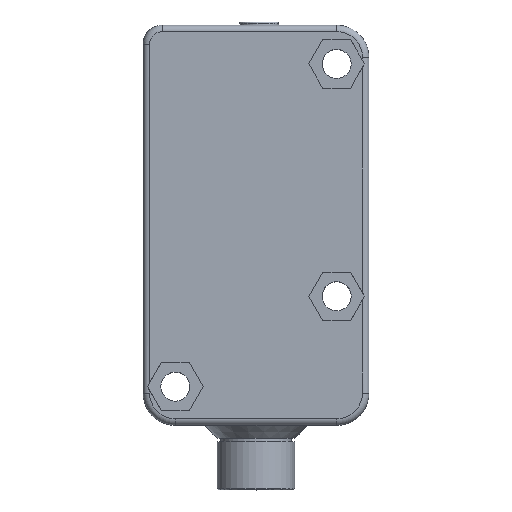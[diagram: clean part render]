
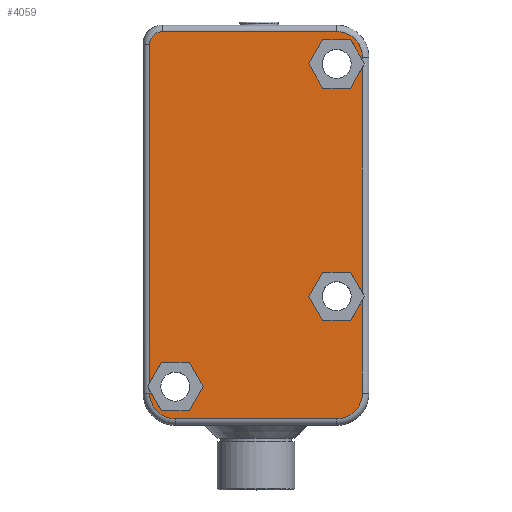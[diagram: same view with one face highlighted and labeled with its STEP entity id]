
A CAD part, top view. The second image highlights one B-rep face of the part: STEP entity #4059.
In plain terms, the highlighted planar face has unit normal (0, 0, 1).
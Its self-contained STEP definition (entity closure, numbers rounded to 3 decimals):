
#523=DIRECTION('',(-0.5,-0.866,0.));
#524=VECTOR('',#523,4.33);
#525=CARTESIAN_POINT('',(27.835,-14.25,9.));
#526=LINE('',#525,#524);
#530=DIRECTION('',(0.5,-0.866,0.));
#531=VECTOR('',#530,4.33);
#532=CARTESIAN_POINT('',(25.67,-18.,9.));
#533=LINE('',#532,#531);
#537=DIRECTION('',(1.,0.,0.));
#538=VECTOR('',#537,4.33);
#539=CARTESIAN_POINT('',(27.835,-21.75,9.));
#540=LINE('',#539,#538);
#544=DIRECTION('',(0.5,0.866,0.));
#545=VECTOR('',#544,3.67);
#546=CARTESIAN_POINT('',(32.165,-21.75,9.));
#547=LINE('',#546,#545);
#551=DIRECTION('',(0.,1.,0.));
#552=VECTOR('',#551,14.428);
#553=CARTESIAN_POINT('',(34.,-33.,9.));
#554=LINE('',#553,#552);
#558=CARTESIAN_POINT('',(30.,-33.,9.));
#559=DIRECTION('',(0.,0.,1.));
#560=DIRECTION('',(0.,-1.,0.));
#561=AXIS2_PLACEMENT_3D('',#558,#559,#560);
#566=DIRECTION('',(1.,0.,0.));
#567=VECTOR('',#566,25.);
#568=CARTESIAN_POINT('',(5.,-37.,9.));
#569=LINE('',#568,#567);
#573=CARTESIAN_POINT('',(5.,-33.,9.));
#574=DIRECTION('',(0.,0.,1.));
#575=DIRECTION('',(-1.,0.,0.));
#576=AXIS2_PLACEMENT_3D('',#573,#574,#575);
#581=DIRECTION('',(0.,-1.,0.));
#582=VECTOR('',#581,0.428);
#583=CARTESIAN_POINT('',(1.,-32.572,9.));
#584=LINE('',#583,#582);
#588=DIRECTION('',(0.5,-0.866,0.));
#589=VECTOR('',#588,3.67);
#590=CARTESIAN_POINT('',(1.,-32.572,9.));
#591=LINE('',#590,#589);
#595=DIRECTION('',(1.,0.,0.));
#596=VECTOR('',#595,4.33);
#597=CARTESIAN_POINT('',(2.835,-35.75,9.));
#598=LINE('',#597,#596);
#602=DIRECTION('',(0.5,0.866,0.));
#603=VECTOR('',#602,4.33);
#604=CARTESIAN_POINT('',(7.165,-35.75,9.));
#605=LINE('',#604,#603);
#609=DIRECTION('',(-0.5,0.866,0.));
#610=VECTOR('',#609,4.33);
#611=CARTESIAN_POINT('',(9.33,-32.,9.));
#612=LINE('',#611,#610);
#616=DIRECTION('',(-1.,0.,0.));
#617=VECTOR('',#616,4.33);
#618=CARTESIAN_POINT('',(7.165,-28.25,9.));
#619=LINE('',#618,#617);
#623=DIRECTION('',(-0.5,-0.866,0.));
#624=VECTOR('',#623,3.67);
#625=CARTESIAN_POINT('',(2.835,-28.25,9.));
#626=LINE('',#625,#624);
#630=DIRECTION('',(0.,-1.,0.));
#631=VECTOR('',#630,52.428);
#632=CARTESIAN_POINT('',(1.,21.,9.));
#633=LINE('',#632,#631);
#637=CARTESIAN_POINT('',(3.,21.,9.));
#638=DIRECTION('',(0.,0.,1.));
#639=DIRECTION('',(0.,1.,0.));
#640=AXIS2_PLACEMENT_3D('',#637,#638,#639);
#645=DIRECTION('',(-1.,0.,0.));
#646=VECTOR('',#645,27.);
#647=CARTESIAN_POINT('',(30.,23.,9.));
#648=LINE('',#647,#646);
#652=CARTESIAN_POINT('',(30.,19.,9.));
#653=DIRECTION('',(0.,0.,1.));
#654=DIRECTION('',(1.,0.,0.));
#655=AXIS2_PLACEMENT_3D('',#652,#653,#654);
#660=DIRECTION('',(0.,1.,0.));
#661=VECTOR('',#660,0.428);
#662=CARTESIAN_POINT('',(34.,18.572,9.));
#663=LINE('',#662,#661);
#667=DIRECTION('',(-0.5,0.866,0.));
#668=VECTOR('',#667,3.67);
#669=CARTESIAN_POINT('',(34.,18.572,9.));
#670=LINE('',#669,#668);
#674=DIRECTION('',(-1.,0.,0.));
#675=VECTOR('',#674,4.33);
#676=CARTESIAN_POINT('',(32.165,21.75,9.));
#677=LINE('',#676,#675);
#681=DIRECTION('',(-0.5,-0.866,0.));
#682=VECTOR('',#681,4.33);
#683=CARTESIAN_POINT('',(27.835,21.75,9.));
#684=LINE('',#683,#682);
#688=DIRECTION('',(0.5,-0.866,0.));
#689=VECTOR('',#688,4.33);
#690=CARTESIAN_POINT('',(25.67,18.,9.));
#691=LINE('',#690,#689);
#695=DIRECTION('',(1.,0.,0.));
#696=VECTOR('',#695,4.33);
#697=CARTESIAN_POINT('',(27.835,14.25,9.));
#698=LINE('',#697,#696);
#702=DIRECTION('',(0.5,0.866,0.));
#703=VECTOR('',#702,3.67);
#704=CARTESIAN_POINT('',(32.165,14.25,9.));
#705=LINE('',#704,#703);
#709=DIRECTION('',(0.,1.,0.));
#710=VECTOR('',#709,34.856);
#711=CARTESIAN_POINT('',(34.,-17.428,9.));
#712=LINE('',#711,#710);
#716=DIRECTION('',(-0.5,0.866,0.));
#717=VECTOR('',#716,3.67);
#718=CARTESIAN_POINT('',(34.,-17.428,9.));
#719=LINE('',#718,#717);
#723=DIRECTION('',(-1.,0.,0.));
#724=VECTOR('',#723,4.33);
#725=CARTESIAN_POINT('',(32.165,-14.25,9.));
#726=LINE('',#725,#724);
#3099=CARTESIAN_POINT('',(3.,23.,9.));
#3100=CARTESIAN_POINT('',(1.,21.,9.));
#3101=VERTEX_POINT('',#3099);
#3102=VERTEX_POINT('',#3100);
#3109=CARTESIAN_POINT('',(1.,-33.,9.));
#3110=CARTESIAN_POINT('',(5.,-37.,9.));
#3111=VERTEX_POINT('',#3109);
#3112=VERTEX_POINT('',#3110);
#3115=CARTESIAN_POINT('',(30.,-37.,9.));
#3116=VERTEX_POINT('',#3115);
#3121=CARTESIAN_POINT('',(34.,19.,9.));
#3122=CARTESIAN_POINT('',(30.,23.,9.));
#3123=VERTEX_POINT('',#3121);
#3124=VERTEX_POINT('',#3122);
#3155=CARTESIAN_POINT('',(34.,-33.,9.));
#3156=VERTEX_POINT('',#3155);
#3203=CARTESIAN_POINT('',(27.835,21.75,9.));
#3204=CARTESIAN_POINT('',(25.67,18.,9.));
#3205=VERTEX_POINT('',#3203);
#3206=VERTEX_POINT('',#3204);
#3207=CARTESIAN_POINT('',(27.835,14.25,9.));
#3208=VERTEX_POINT('',#3207);
#3209=CARTESIAN_POINT('',(32.165,14.25,9.));
#3210=VERTEX_POINT('',#3209);
#3211=CARTESIAN_POINT('',(34.,17.428,9.));
#3212=VERTEX_POINT('',#3211);
#3213=CARTESIAN_POINT('',(34.,18.572,9.));
#3214=CARTESIAN_POINT('',(32.165,21.75,9.));
#3215=VERTEX_POINT('',#3213);
#3216=VERTEX_POINT('',#3214);
#3235=CARTESIAN_POINT('',(2.835,-28.25,9.));
#3236=CARTESIAN_POINT('',(1.,-31.428,9.));
#3237=VERTEX_POINT('',#3235);
#3238=VERTEX_POINT('',#3236);
#3239=CARTESIAN_POINT('',(1.,-32.572,9.));
#3240=CARTESIAN_POINT('',(2.835,-35.75,9.));
#3241=VERTEX_POINT('',#3239);
#3242=VERTEX_POINT('',#3240);
#3243=CARTESIAN_POINT('',(7.165,-35.75,9.));
#3244=VERTEX_POINT('',#3243);
#3245=CARTESIAN_POINT('',(9.33,-32.,9.));
#3246=VERTEX_POINT('',#3245);
#3247=CARTESIAN_POINT('',(7.165,-28.25,9.));
#3248=VERTEX_POINT('',#3247);
#3267=CARTESIAN_POINT('',(27.835,-14.25,9.));
#3268=CARTESIAN_POINT('',(25.67,-18.,9.));
#3269=VERTEX_POINT('',#3267);
#3270=VERTEX_POINT('',#3268);
#3271=CARTESIAN_POINT('',(27.835,-21.75,9.));
#3272=VERTEX_POINT('',#3271);
#3273=CARTESIAN_POINT('',(32.165,-21.75,9.));
#3274=VERTEX_POINT('',#3273);
#3275=CARTESIAN_POINT('',(34.,-18.572,9.));
#3276=VERTEX_POINT('',#3275);
#3277=CARTESIAN_POINT('',(34.,-17.428,9.));
#3278=CARTESIAN_POINT('',(32.165,-14.25,9.));
#3279=VERTEX_POINT('',#3277);
#3280=VERTEX_POINT('',#3278);
#3995=CARTESIAN_POINT('',(0.,0.,9.));
#3996=DIRECTION('',(0.,0.,1.));
#3997=DIRECTION('',(1.,0.,0.));
#3998=AXIS2_PLACEMENT_3D('',#3995,#3996,#3997);
#3999=PLANE('',#3998);
#4001=ORIENTED_EDGE('',*,*,#4000,.T.);
#4003=ORIENTED_EDGE('',*,*,#4002,.T.);
#4005=ORIENTED_EDGE('',*,*,#4004,.T.);
#4007=ORIENTED_EDGE('',*,*,#4006,.T.);
#4009=ORIENTED_EDGE('',*,*,#4008,.F.);
#4011=ORIENTED_EDGE('',*,*,#4010,.F.);
#4013=ORIENTED_EDGE('',*,*,#4012,.F.);
#4015=ORIENTED_EDGE('',*,*,#4014,.F.);
#4017=ORIENTED_EDGE('',*,*,#4016,.F.);
#4019=ORIENTED_EDGE('',*,*,#4018,.T.);
#4021=ORIENTED_EDGE('',*,*,#4020,.T.);
#4023=ORIENTED_EDGE('',*,*,#4022,.T.);
#4025=ORIENTED_EDGE('',*,*,#4024,.T.);
#4027=ORIENTED_EDGE('',*,*,#4026,.T.);
#4028=ORIENTED_EDGE('',*,*,#3983,.T.);
#4030=ORIENTED_EDGE('',*,*,#4029,.F.);
#4032=ORIENTED_EDGE('',*,*,#4031,.F.);
#4034=ORIENTED_EDGE('',*,*,#4033,.F.);
#4036=ORIENTED_EDGE('',*,*,#4035,.F.);
#4038=ORIENTED_EDGE('',*,*,#4037,.F.);
#4040=ORIENTED_EDGE('',*,*,#4039,.T.);
#4042=ORIENTED_EDGE('',*,*,#4041,.T.);
#4044=ORIENTED_EDGE('',*,*,#4043,.T.);
#4046=ORIENTED_EDGE('',*,*,#4045,.T.);
#4048=ORIENTED_EDGE('',*,*,#4047,.T.);
#4050=ORIENTED_EDGE('',*,*,#4049,.T.);
#4052=ORIENTED_EDGE('',*,*,#4051,.F.);
#4054=ORIENTED_EDGE('',*,*,#4053,.T.);
#4056=ORIENTED_EDGE('',*,*,#4055,.T.);
#4057=EDGE_LOOP('',(#4001,#4003,#4005,#4007,#4009,#4011,#4013,#4015,#4017,#4019,
#4021,#4023,#4025,#4027,#4028,#4030,#4032,#4034,#4036,#4038,#4040,#4042,#4044,
#4046,#4048,#4050,#4052,#4054,#4056));
#4058=FACE_OUTER_BOUND('',#4057,.F.);
#4059=ADVANCED_FACE('',(#4058),#3999,.T.);
#562=CIRCLE('',#561,4.);
#577=CIRCLE('',#576,4.);
#641=CIRCLE('',#640,2.);
#656=CIRCLE('',#655,4.);
#3983=EDGE_CURVE('',#3237,#3238,#626,.T.);
#4000=EDGE_CURVE('',#3269,#3270,#526,.T.);
#4002=EDGE_CURVE('',#3270,#3272,#533,.T.);
#4004=EDGE_CURVE('',#3272,#3274,#540,.T.);
#4006=EDGE_CURVE('',#3274,#3276,#547,.T.);
#4008=EDGE_CURVE('',#3156,#3276,#554,.T.);
#4010=EDGE_CURVE('',#3116,#3156,#562,.T.);
#4012=EDGE_CURVE('',#3112,#3116,#569,.T.);
#4014=EDGE_CURVE('',#3111,#3112,#577,.T.);
#4016=EDGE_CURVE('',#3241,#3111,#584,.T.);
#4018=EDGE_CURVE('',#3241,#3242,#591,.T.);
#4020=EDGE_CURVE('',#3242,#3244,#598,.T.);
#4022=EDGE_CURVE('',#3244,#3246,#605,.T.);
#4024=EDGE_CURVE('',#3246,#3248,#612,.T.);
#4026=EDGE_CURVE('',#3248,#3237,#619,.T.);
#4029=EDGE_CURVE('',#3102,#3238,#633,.T.);
#4031=EDGE_CURVE('',#3101,#3102,#641,.T.);
#4033=EDGE_CURVE('',#3124,#3101,#648,.T.);
#4035=EDGE_CURVE('',#3123,#3124,#656,.T.);
#4037=EDGE_CURVE('',#3215,#3123,#663,.T.);
#4039=EDGE_CURVE('',#3215,#3216,#670,.T.);
#4041=EDGE_CURVE('',#3216,#3205,#677,.T.);
#4043=EDGE_CURVE('',#3205,#3206,#684,.T.);
#4045=EDGE_CURVE('',#3206,#3208,#691,.T.);
#4047=EDGE_CURVE('',#3208,#3210,#698,.T.);
#4049=EDGE_CURVE('',#3210,#3212,#705,.T.);
#4051=EDGE_CURVE('',#3279,#3212,#712,.T.);
#4053=EDGE_CURVE('',#3279,#3280,#719,.T.);
#4055=EDGE_CURVE('',#3280,#3269,#726,.T.);
